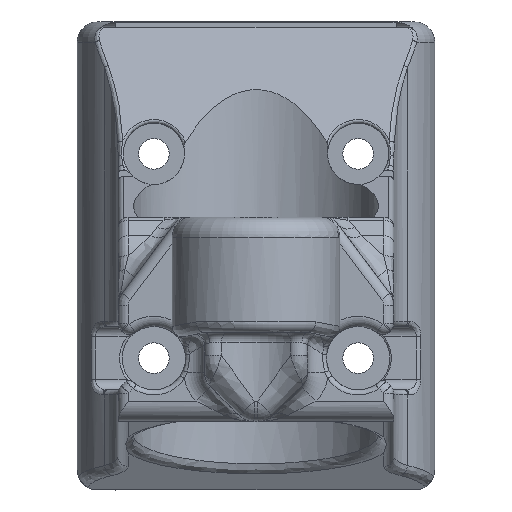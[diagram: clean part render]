
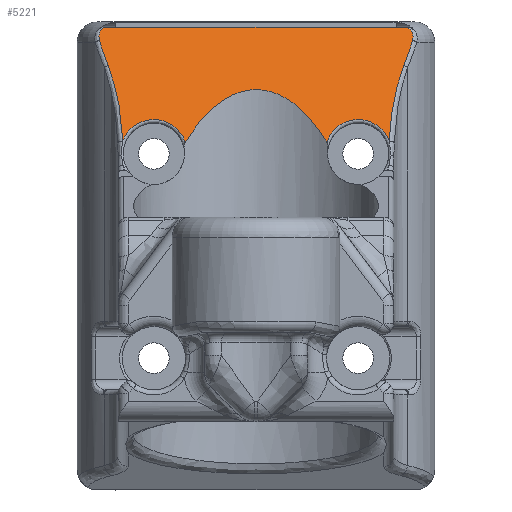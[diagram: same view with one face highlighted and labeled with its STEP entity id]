
A CAD part, front view. The second image highlights one B-rep face of the part: STEP entity #5221.
In plain terms, the highlighted planar face has unit normal (0, -0.919, 0.394).
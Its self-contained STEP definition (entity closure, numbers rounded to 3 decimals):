
#133=ELLIPSE('',#5770,13.962,5.5);
#134=ELLIPSE('',#5772,24.117,9.5);
#135=ELLIPSE('',#5776,24.117,9.5);
#136=ELLIPSE('',#5778,13.962,5.5);
#149=ELLIPSE('',#5829,30.463,12.);
#150=ELLIPSE('',#5830,3.536,3.25);
#151=ELLIPSE('',#5831,3.536,3.25);
#222=PLANE('',#5828);
#483=LINE('',#11655,#738);
#738=VECTOR('',#7131,10.);
#1192=FACE_OUTER_BOUND('',#1536,.T.);
#1536=EDGE_LOOP('',(#4745,#4746,#4747,#4748,#4749,#4750,#4751,#4752,#4753,
#4754));
#1693=B_SPLINE_CURVE_WITH_KNOTS('',3,(#11647,#11648,#11649,#11650,#11651,
#11652),.UNSPECIFIED.,.F.,.F.,(4,1,1,4),(2.409,2.479,
2.526,2.572),.UNSPECIFIED.);
#1695=B_SPLINE_CURVE_WITH_KNOTS('',3,(#11715,#11716,#11717,#11718,#11719),
 .UNSPECIFIED.,.F.,.F.,(4,1,4),(1.041,1.111,1.204),
 .UNSPECIFIED.);
#2422=VERTEX_POINT('',#11590);
#2423=VERTEX_POINT('',#11592);
#2424=VERTEX_POINT('',#11611);
#2425=VERTEX_POINT('',#11638);
#2426=VERTEX_POINT('',#11654);
#2427=VERTEX_POINT('',#11713);
#2428=VERTEX_POINT('',#11736);
#2429=VERTEX_POINT('',#11759);
#2458=VERTEX_POINT('',#12135);
#2459=VERTEX_POINT('',#12136);
#3166=EDGE_CURVE('',#2423,#2422,#133,.T.);
#3168=EDGE_CURVE('',#2422,#2424,#134,.T.);
#3170=EDGE_CURVE('',#2424,#2425,#1693,.T.);
#3171=EDGE_CURVE('',#2425,#2426,#483,.T.);
#3174=EDGE_CURVE('',#2426,#2427,#1695,.T.);
#3176=EDGE_CURVE('',#2427,#2428,#135,.T.);
#3178=EDGE_CURVE('',#2428,#2429,#136,.T.);
#3236=EDGE_CURVE('',#2458,#2459,#149,.T.);
#3237=EDGE_CURVE('',#2429,#2459,#150,.T.);
#3238=EDGE_CURVE('',#2458,#2423,#151,.T.);
#4745=ORIENTED_EDGE('',*,*,#3236,.T.);
#4746=ORIENTED_EDGE('',*,*,#3237,.F.);
#4747=ORIENTED_EDGE('',*,*,#3178,.F.);
#4748=ORIENTED_EDGE('',*,*,#3176,.F.);
#4749=ORIENTED_EDGE('',*,*,#3174,.F.);
#4750=ORIENTED_EDGE('',*,*,#3171,.F.);
#4751=ORIENTED_EDGE('',*,*,#3170,.F.);
#4752=ORIENTED_EDGE('',*,*,#3168,.F.);
#4753=ORIENTED_EDGE('',*,*,#3166,.F.);
#4754=ORIENTED_EDGE('',*,*,#3238,.F.);
#5221=ADVANCED_FACE('',(#1192),#222,.T.);
#5770=AXIS2_PLACEMENT_3D('',#11594,#7123,#7124);
#5772=AXIS2_PLACEMENT_3D('',#11613,#7127,#7128);
#5776=AXIS2_PLACEMENT_3D('',#11738,#7136,#7137);
#5778=AXIS2_PLACEMENT_3D('',#11761,#7140,#7141);
#5828=AXIS2_PLACEMENT_3D('',#12134,#7263,#7264);
#5829=AXIS2_PLACEMENT_3D('',#12137,#7265,#7266);
#5830=AXIS2_PLACEMENT_3D('',#12138,#7267,#7268);
#5831=AXIS2_PLACEMENT_3D('',#12139,#7269,#7270);
#7123=DIRECTION('center_axis',(0.,-0.919,
0.394));
#7124=DIRECTION('ref_axis',(0.,0.394,0.919));
#7127=DIRECTION('center_axis',(0.,0.919,-0.394));
#7128=DIRECTION('ref_axis',(0.,-0.394,-0.919));
#7131=DIRECTION('',(1.,0.,0.));
#7136=DIRECTION('center_axis',(0.,0.919,-0.394));
#7137=DIRECTION('ref_axis',(0.,-0.394,-0.919));
#7140=DIRECTION('center_axis',(0.,-0.919,
0.394));
#7141=DIRECTION('ref_axis',(0.,0.394,0.919));
#7263=DIRECTION('center_axis',(0.,-0.919,
0.394));
#7264=DIRECTION('ref_axis',(0.,-0.394,-0.919));
#7265=DIRECTION('center_axis',(0.,0.919,-0.394));
#7266=DIRECTION('ref_axis',(0.,0.394,0.919));
#7267=DIRECTION('center_axis',(0.,-0.919,
0.394));
#7268=DIRECTION('ref_axis',(0.,0.394,0.919));
#7269=DIRECTION('center_axis',(0.,-0.919,
0.394));
#7270=DIRECTION('ref_axis',(0.,0.394,0.919));
#11590=CARTESIAN_POINT('',(-89.467,359.095,41.304));
#11592=CARTESIAN_POINT('',(-88.032,355.944,33.952));
#11594=CARTESIAN_POINT('Origin',(-93.5,355.355,32.579));
#11611=CARTESIAN_POINT('',(-90.317,360.156,43.779));
#11613=CARTESIAN_POINT('Origin',(-82.5,365.553,56.374));
#11638=CARTESIAN_POINT('',(-89.782,360.714,45.082));
#11647=CARTESIAN_POINT('Ctrl Pts',(-90.317,360.156,43.779));
#11648=CARTESIAN_POINT('Ctrl Pts',(-90.379,360.244,43.986));
#11649=CARTESIAN_POINT('Ctrl Pts',(-90.395,360.403,44.356));
#11650=CARTESIAN_POINT('Ctrl Pts',(-90.154,360.601,44.817));
#11651=CARTESIAN_POINT('Ctrl Pts',(-89.915,360.683,45.009));
#11652=CARTESIAN_POINT('Ctrl Pts',(-89.782,360.714,45.082));
#11654=CARTESIAN_POINT('',(-60.219,360.714,45.082));
#11655=CARTESIAN_POINT('',(-68.447,360.714,45.082));
#11713=CARTESIAN_POINT('',(-59.683,360.156,43.779));
#11715=CARTESIAN_POINT('Ctrl Pts',(-60.219,360.714,45.082));
#11716=CARTESIAN_POINT('Ctrl Pts',(-60.018,360.667,44.972));
#11717=CARTESIAN_POINT('Ctrl Pts',(-59.626,360.503,44.589));
#11718=CARTESIAN_POINT('Ctrl Pts',(-59.601,360.274,44.055));
#11719=CARTESIAN_POINT('Ctrl Pts',(-59.683,360.156,43.779));
#11736=CARTESIAN_POINT('',(-60.533,359.095,41.304));
#11738=CARTESIAN_POINT('Origin',(-67.5,365.553,56.374));
#11759=CARTESIAN_POINT('',(-61.968,355.944,33.952));
#11761=CARTESIAN_POINT('Origin',(-56.5,355.355,32.579));
#12134=CARTESIAN_POINT('Origin',(-75.,357.714,38.082));
#12135=CARTESIAN_POINT('',(-81.925,355.892,33.832));
#12136=CARTESIAN_POINT('',(-68.075,355.892,33.832));
#12137=CARTESIAN_POINT('Origin',(-75.,346.092,10.964));
#12138=CARTESIAN_POINT('Origin',(-65.,355.442,32.78));
#12139=CARTESIAN_POINT('Origin',(-85.,355.442,32.78));
